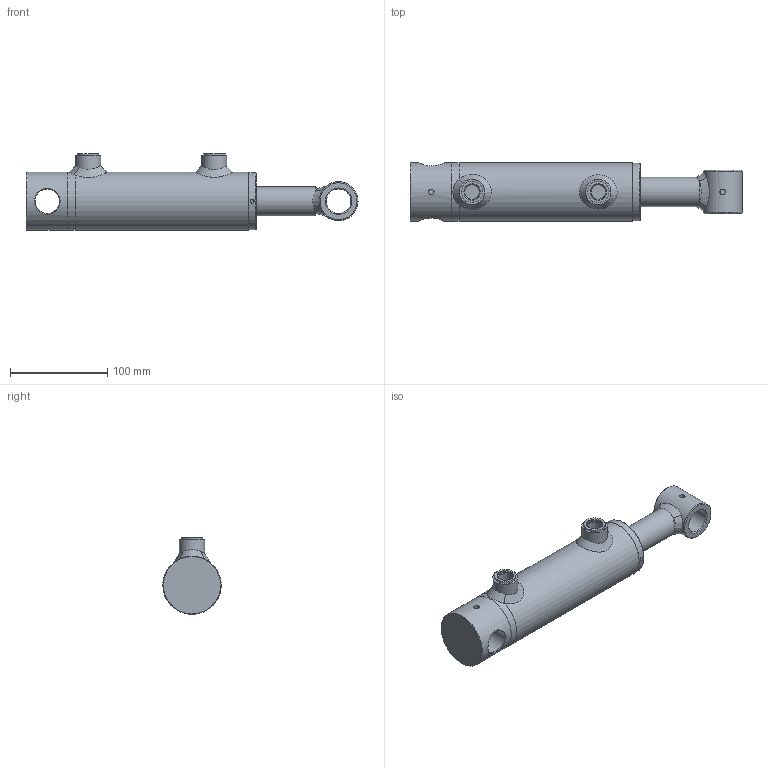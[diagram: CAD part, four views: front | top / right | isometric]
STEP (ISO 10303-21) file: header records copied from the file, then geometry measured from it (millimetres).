
FILE_DESCRIPTION( ( 'Unknown' ), '1' );
FILE_NAME( 'HFR2S0500300100.stp', 'Unknown', ( 'Unknown' ), ( 'Unknown' ), 'PSStep 17.0.49', 'Unknown', ' ' );
FILE_SCHEMA( ( 'AUTOMOTIVE_DESIGN { 1 0 10303 214 1 1 1 1 }' ) );
Length unit declared in the file: millimetre
Products named in the file (21): CG06005030; CTLM050021030; STF2R0500500100-oa2; Saldatura d'angolo 1-oa0; MAT_PRIMA_TUBO_FT06005000-oa1; CBS0600000; Assem1; CFHR050025049; Saldatura con preparazione 1-oa3; Saldatura d'angolo 1-oa4; Saldatura d'angolo 2-oa5; SBF2R300500100; CBF1025040045; CDB0002015; APG0600000
Assembly tree (16 placements, depth 3):
  Saldatura d'angolo 1-oa0
  Saldatura d'angolo 1-oa0
  Assem1
    CFHR050025049
    Saldatura con preparazione 1-oa3
    Saldatura con preparazione 1-oa3
    CBS0600000
    SBF2R300500100
    CBF1025040045
    CDB0002015
    APG0600000  x2
    STF2R0500500100-oa2
      MAT_PRIMA_TUBO_FT06005000-oa1
      CBS0600000
    CG06005030
      CG06005030
    CTLM050021030
      CTLM050021030
  Saldatura d'angolo 1-oa4
  Saldatura d'angolo 1-oa4
Bounding box: 342 x 60 x 79 mm (x, y, z)
Volume: 575961.9 mm3; surface area: 177485 mm2
Topology: 19 solids, 19 shells, 238 faces, 489 edges, 294 vertices
Faces by surface type: cylinder 59, plane 59, bspline 44, torus 39, cone 37
Full cylindrical faces by diameter (mm): 4 x2, 5 x2, 5.5 x2, 7 x2, 14.95 x2, 16 x2, 16.6 x2, 20 x2, 21 x3, 22 x2, 25.25 x2, 25.5 x1, 26 x2, 30 x5, 32 x1, 33 x1, 36 x1, 38.6 x1, 40 x3, 45 x1, 47 x2, 49 x2, 49.9 x1, 50 x1, 50.3 x1, 50.5 x1, 50.6 x1, 51 x1, 52 x3, 52.376 x1
Entity records: 13516 total; most frequent: CARTESIAN_POINT 7853, DIRECTION 754, ORIENTED_EDGE 560, EDGE_LOOP 398, AXIS2_PLACEMENT_3D 365, FACE_OUTER_BOUND 320, EDGE_CURVE 280, VERTEX_POINT 234
